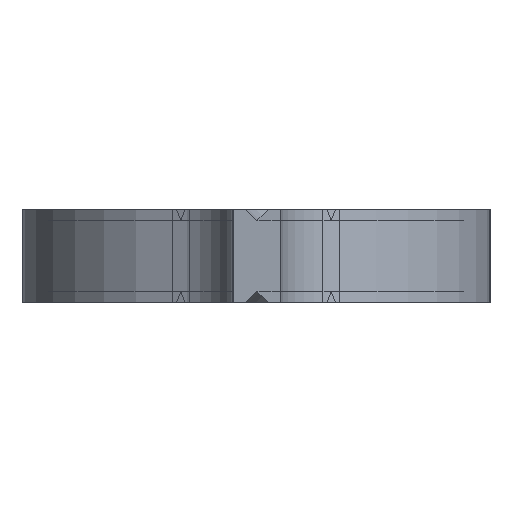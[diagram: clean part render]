
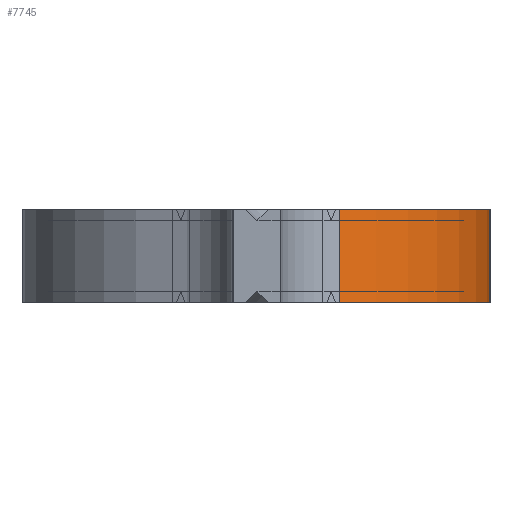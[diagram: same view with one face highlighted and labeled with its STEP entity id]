
A CAD part, front view. The second image highlights one B-rep face of the part: STEP entity #7745.
In plain terms, the highlighted cylindrical face has radius 40 mm (diameter 80 mm), a partial arc.
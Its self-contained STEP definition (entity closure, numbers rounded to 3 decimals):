
#2202 = VERTEX_POINT ( 'NONE', #4566 ) ;
#2886 = DIRECTION ( 'NONE',  ( 0., 0., 1. ) ) ;
#3221 = ORIENTED_EDGE ( 'NONE', *, *, #21834, .F. ) ;
#3413 = CARTESIAN_POINT ( 'NONE',  ( 0., -1500., 0. ) ) ;
#4566 = CARTESIAN_POINT ( 'NONE',  ( 14.286, -1537.362, 8. ) ) ;
#4986 = AXIS2_PLACEMENT_3D ( 'NONE', #30379, #13269, #33248 ) ;
#6598 = CARTESIAN_POINT ( 'NONE',  ( 40., -1500., -8. ) ) ;
#6749 = VERTEX_POINT ( 'NONE', #7337 ) ;
#7337 = CARTESIAN_POINT ( 'NONE',  ( 40., -1500., 8. ) ) ;
#7745 = ADVANCED_FACE ( 'NONE', ( #36397 ), #27956, .T. ) ;
#8037 = EDGE_CURVE ( 'NONE', #8829, #6749, #34150, .T. ) ;
#8829 = VERTEX_POINT ( 'NONE', #6598 ) ;
#11943 = DIRECTION ( 'NONE',  ( 0., 0., 1. ) ) ;
#13269 = DIRECTION ( 'NONE',  ( 0., 0., 1. ) ) ;
#14598 = CARTESIAN_POINT ( 'NONE',  ( 0., -1500., 8. ) ) ;
#14629 = EDGE_LOOP ( 'NONE', ( #23094, #24281, #3221, #24478 ) ) ;
#15521 = CIRCLE ( 'NONE', #24516, 40. ) ;
#17465 = DIRECTION ( 'NONE',  ( 1., 0., 0. ) ) ;
#18053 = VECTOR ( 'NONE', #2886, 1000. ) ;
#18418 = CARTESIAN_POINT ( 'NONE',  ( 14.286, -1537.362, 8. ) ) ;
#21308 = DIRECTION ( 'NONE',  ( 0., 0., 1. ) ) ;
#21834 = EDGE_CURVE ( 'NONE', #2202, #6749, #15521, .T. ) ;
#22225 = LINE ( 'NONE', #18418, #29800 ) ;
#23094 = ORIENTED_EDGE ( 'NONE', *, *, #29841, .T. ) ;
#23454 = DIRECTION ( 'NONE',  ( 1., 0., 0. ) ) ;
#24281 = ORIENTED_EDGE ( 'NONE', *, *, #8037, .T. ) ;
#24478 = ORIENTED_EDGE ( 'NONE', *, *, #30747, .F. ) ;
#24516 = AXIS2_PLACEMENT_3D ( 'NONE', #14598, #34595, #17465 ) ;
#24828 = CARTESIAN_POINT ( 'NONE',  ( 14.286, -1537.362, -8. ) ) ;
#25412 = CIRCLE ( 'NONE', #4986, 40. ) ;
#25678 = CARTESIAN_POINT ( 'NONE',  ( 40., -1500., 0. ) ) ;
#27120 = VERTEX_POINT ( 'NONE', #24828 ) ;
#27956 = CYLINDRICAL_SURFACE ( 'NONE', #32085, 40. ) ;
#29800 = VECTOR ( 'NONE', #21308, 1000. ) ;
#29841 = EDGE_CURVE ( 'NONE', #27120, #8829, #25412, .T. ) ;
#30379 = CARTESIAN_POINT ( 'NONE',  ( 0., -1500., -8. ) ) ;
#30747 = EDGE_CURVE ( 'NONE', #27120, #2202, #22225, .T. ) ;
#32085 = AXIS2_PLACEMENT_3D ( 'NONE', #3413, #11943, #23454 ) ;
#33248 = DIRECTION ( 'NONE',  ( 1., 0., 0. ) ) ;
#34150 = LINE ( 'NONE', #25678, #18053 ) ;
#34595 = DIRECTION ( 'NONE',  ( 0., 0., 1. ) ) ;
#36397 = FACE_OUTER_BOUND ( 'NONE', #14629, .T. ) ;
